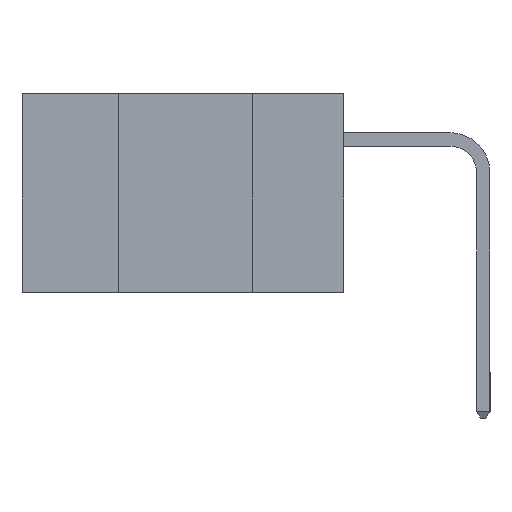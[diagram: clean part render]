
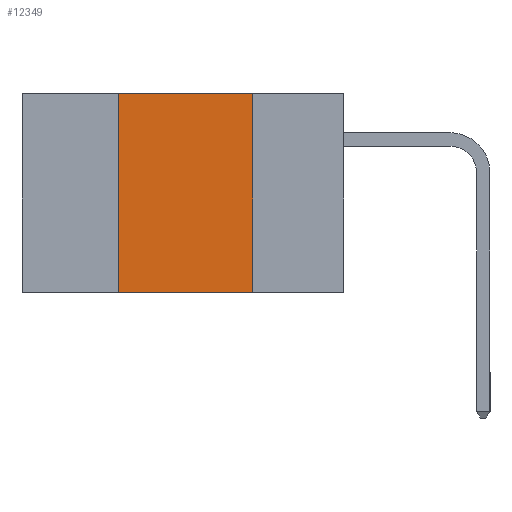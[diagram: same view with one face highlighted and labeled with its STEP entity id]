
A CAD part, left-side view. The second image highlights one B-rep face of the part: STEP entity #12349.
In plain terms, the highlighted planar face has unit normal (-1, 0, 0).
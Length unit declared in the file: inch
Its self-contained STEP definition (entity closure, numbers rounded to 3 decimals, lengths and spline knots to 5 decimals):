
#1539 = VERTEX_POINT ( 'NONE', #4362 ) ;
#1545 = CARTESIAN_POINT ( 'NONE',  ( 0., 0.6, 0. ) ) ;
#1906 = VECTOR ( 'NONE', #7292, 39.37008 ) ;
#2578 = LINE ( 'NONE', #13827, #1906 ) ;
#4089 = DIRECTION ( 'NONE',  ( 0., 0., 1. ) ) ;
#4362 = CARTESIAN_POINT ( 'NONE',  ( 0., 0.42, -0.37 ) ) ;
#4644 = LINE ( 'NONE', #14972, #7924 ) ;
#5260 = CARTESIAN_POINT ( 'NONE',  ( 0., 0.17, -0.37 ) ) ;
#5838 = EDGE_CURVE ( 'NONE', #1539, #14748, #16594, .T. ) ;
#7292 = DIRECTION ( 'NONE',  ( 0., 0., -1. ) ) ;
#7317 = VERTEX_POINT ( 'NONE', #17928 ) ;
#7523 = DIRECTION ( 'NONE',  ( 0., 0., -1. ) ) ;
#7690 = ORIENTED_EDGE ( 'NONE', *, *, #7691, .T. ) ;
#7691 = EDGE_CURVE ( 'NONE', #1539, #20423, #9624, .T. ) ;
#7924 = VECTOR ( 'NONE', #21389, 39.37008 ) ;
#8143 = ORIENTED_EDGE ( 'NONE', *, *, #8558, .F. ) ;
#8558 = EDGE_CURVE ( 'NONE', #7317, #20423, #2578, .T. ) ;
#9624 = LINE ( 'NONE', #25846, #10304 ) ;
#10304 = VECTOR ( 'NONE', #15181, 39.37008 ) ;
#11887 = DIRECTION ( 'NONE',  ( 1., 0., 0. ) ) ;
#12349 = ADVANCED_FACE ( 'NONE', ( #21285 ), #18049, .F. ) ;
#12543 = CARTESIAN_POINT ( 'NONE',  ( 0., 0.42, 0. ) ) ;
#13827 = CARTESIAN_POINT ( 'NONE',  ( 0., 0.17, 0. ) ) ;
#14748 = VERTEX_POINT ( 'NONE', #12543 ) ;
#14972 = CARTESIAN_POINT ( 'NONE',  ( 0., 0.6, 0. ) ) ;
#15181 = DIRECTION ( 'NONE',  ( 0., -1., 0. ) ) ;
#15937 = ORIENTED_EDGE ( 'NONE', *, *, #5838, .F. ) ;
#16594 = LINE ( 'NONE', #20643, #27064 ) ;
#17313 = EDGE_LOOP ( 'NONE', ( #8143, #22996, #15937, #7690 ) ) ;
#17928 = CARTESIAN_POINT ( 'NONE',  ( 0., 0.17, 0. ) ) ;
#18049 = PLANE ( 'NONE',  #19733 ) ;
#18893 = EDGE_CURVE ( 'NONE', #14748, #7317, #4644, .T. ) ;
#19733 = AXIS2_PLACEMENT_3D ( 'NONE', #1545, #11887, #7523 ) ;
#20423 = VERTEX_POINT ( 'NONE', #5260 ) ;
#20643 = CARTESIAN_POINT ( 'NONE',  ( 0., 0.42, 0. ) ) ;
#21285 = FACE_OUTER_BOUND ( 'NONE', #17313, .T. ) ;
#21389 = DIRECTION ( 'NONE',  ( 0., -1., 0. ) ) ;
#22996 = ORIENTED_EDGE ( 'NONE', *, *, #18893, .F. ) ;
#25846 = CARTESIAN_POINT ( 'NONE',  ( 0., 0.6, -0.37 ) ) ;
#27064 = VECTOR ( 'NONE', #4089, 39.37008 ) ;
